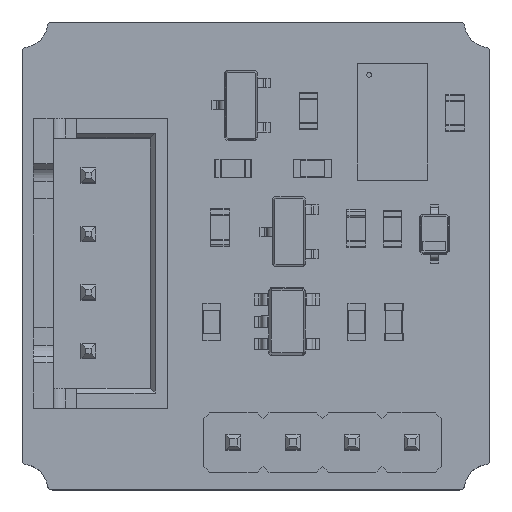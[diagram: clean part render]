
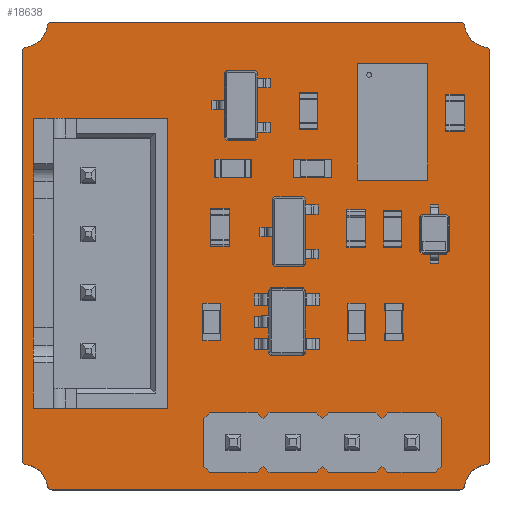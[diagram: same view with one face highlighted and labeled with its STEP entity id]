
A CAD part, top view. The second image highlights one B-rep face of the part: STEP entity #18638.
In plain terms, the highlighted planar face has unit normal (0, 0, 1).
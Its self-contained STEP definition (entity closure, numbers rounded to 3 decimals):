
#18328 = VERTEX_POINT('',#18329);
#18329 = CARTESIAN_POINT('',(117.761,-36.25,1.6));
#18335 = EDGE_CURVE('',#18328,#18336,#18338,.T.);
#18336 = VERTEX_POINT('',#18337);
#18337 = CARTESIAN_POINT('',(117.959,-36.419,1.6));
#18338 = CIRCLE('',#18339,0.2);
#18339 = AXIS2_PLACEMENT_3D('',#18340,#18341,#18342);
#18340 = CARTESIAN_POINT('',(117.761,-36.449,1.6));
#18341 = DIRECTION('',(0.,0.,-1.));
#18342 = DIRECTION('',(-0.001,1.,0.));
#18370 = VERTEX_POINT('',#18371);
#18371 = CARTESIAN_POINT('',(100.33,-36.25,1.6));
#18377 = EDGE_CURVE('',#18370,#18328,#18378,.T.);
#18378 = LINE('',#18379,#18380);
#18379 = CARTESIAN_POINT('',(100.33,-36.25,1.6));
#18380 = VECTOR('',#18381,1.);
#18381 = DIRECTION('',(1.,0.,0.));
#18399 = EDGE_CURVE('',#18336,#18400,#18402,.T.);
#18400 = VERTEX_POINT('',#18401);
#18401 = CARTESIAN_POINT('',(118.876,-37.337,1.6));
#18402 = CIRCLE('',#18403,1.1);
#18403 = AXIS2_PLACEMENT_3D('',#18404,#18405,#18406);
#18404 = CARTESIAN_POINT('',(119.046,-36.25,1.6));
#18405 = DIRECTION('',(0.,0.,1.));
#18406 = DIRECTION('',(-0.988,-0.154,0.));
#18638 = ADVANCED_FACE('',(#18639,#18756,#18767,#18778,#18789,#18800,
    #18811,#18822,#18833),#18844,.T.);
#18639 = FACE_BOUND('',#18640,.T.);
#18640 = EDGE_LOOP('',(#18641,#18642,#18643,#18652,#18661,#18670,#18678,
    #18687,#18696,#18705,#18713,#18722,#18731,#18740,#18748,#18755));
#18641 = ORIENTED_EDGE('',*,*,#18335,.F.);
#18642 = ORIENTED_EDGE('',*,*,#18377,.F.);
#18643 = ORIENTED_EDGE('',*,*,#18644,.F.);
#18644 = EDGE_CURVE('',#18645,#18370,#18647,.T.);
#18645 = VERTEX_POINT('',#18646);
#18646 = CARTESIAN_POINT('',(100.133,-36.419,1.6));
#18647 = CIRCLE('',#18648,0.2);
#18648 = AXIS2_PLACEMENT_3D('',#18649,#18650,#18651);
#18649 = CARTESIAN_POINT('',(100.33,-36.45,1.6));
#18650 = DIRECTION('',(0.,0.,-1.));
#18651 = DIRECTION('',(-0.988,0.154,0.));
#18652 = ORIENTED_EDGE('',*,*,#18653,.F.);
#18653 = EDGE_CURVE('',#18654,#18645,#18656,.T.);
#18654 = VERTEX_POINT('',#18655);
#18655 = CARTESIAN_POINT('',(99.215,-37.337,1.6));
#18656 = CIRCLE('',#18657,1.1);
#18657 = AXIS2_PLACEMENT_3D('',#18658,#18659,#18660);
#18658 = CARTESIAN_POINT('',(99.046,-36.25,1.6));
#18659 = DIRECTION('',(0.,0.,1.));
#18660 = DIRECTION('',(0.154,-0.988,0.));
#18661 = ORIENTED_EDGE('',*,*,#18662,.F.);
#18662 = EDGE_CURVE('',#18663,#18654,#18665,.T.);
#18663 = VERTEX_POINT('',#18664);
#18664 = CARTESIAN_POINT('',(99.046,-37.534,1.6));
#18665 = CIRCLE('',#18666,0.2);
#18666 = AXIS2_PLACEMENT_3D('',#18667,#18668,#18669);
#18667 = CARTESIAN_POINT('',(99.246,-37.534,1.6));
#18668 = DIRECTION('',(0.,0.,-1.));
#18669 = DIRECTION('',(-1.,0.,-0.));
#18670 = ORIENTED_EDGE('',*,*,#18671,.F.);
#18671 = EDGE_CURVE('',#18672,#18663,#18674,.T.);
#18672 = VERTEX_POINT('',#18673);
#18673 = CARTESIAN_POINT('',(99.046,-54.965,1.6));
#18674 = LINE('',#18675,#18676);
#18675 = CARTESIAN_POINT('',(99.046,-54.965,1.6));
#18676 = VECTOR('',#18677,1.);
#18677 = DIRECTION('',(0.,1.,0.));
#18678 = ORIENTED_EDGE('',*,*,#18679,.F.);
#18679 = EDGE_CURVE('',#18680,#18672,#18682,.T.);
#18680 = VERTEX_POINT('',#18681);
#18681 = CARTESIAN_POINT('',(99.215,-55.163,1.6));
#18682 = CIRCLE('',#18683,0.2);
#18683 = AXIS2_PLACEMENT_3D('',#18684,#18685,#18686);
#18684 = CARTESIAN_POINT('',(99.246,-54.965,1.6));
#18685 = DIRECTION('',(0.,0.,-1.));
#18686 = DIRECTION('',(-0.154,-0.988,-0.));
#18687 = ORIENTED_EDGE('',*,*,#18688,.F.);
#18688 = EDGE_CURVE('',#18689,#18680,#18691,.T.);
#18689 = VERTEX_POINT('',#18690);
#18690 = CARTESIAN_POINT('',(100.133,-56.08,1.6));
#18691 = CIRCLE('',#18692,1.1);
#18692 = AXIS2_PLACEMENT_3D('',#18693,#18694,#18695);
#18693 = CARTESIAN_POINT('',(99.046,-56.25,1.6));
#18694 = DIRECTION('',(0.,0.,1.));
#18695 = DIRECTION('',(0.988,0.154,-0.));
#18696 = ORIENTED_EDGE('',*,*,#18697,.F.);
#18697 = EDGE_CURVE('',#18698,#18689,#18700,.T.);
#18698 = VERTEX_POINT('',#18699);
#18699 = CARTESIAN_POINT('',(100.33,-56.25,1.6));
#18700 = CIRCLE('',#18701,0.2);
#18701 = AXIS2_PLACEMENT_3D('',#18702,#18703,#18704);
#18702 = CARTESIAN_POINT('',(100.33,-56.05,1.6));
#18703 = DIRECTION('',(0.,0.,-1.));
#18704 = DIRECTION('',(0.,-1.,0.));
#18705 = ORIENTED_EDGE('',*,*,#18706,.F.);
#18706 = EDGE_CURVE('',#18707,#18698,#18709,.T.);
#18707 = VERTEX_POINT('',#18708);
#18708 = CARTESIAN_POINT('',(117.761,-56.25,1.6));
#18709 = LINE('',#18710,#18711);
#18710 = CARTESIAN_POINT('',(117.761,-56.25,1.6));
#18711 = VECTOR('',#18712,1.);
#18712 = DIRECTION('',(-1.,0.,0.));
#18713 = ORIENTED_EDGE('',*,*,#18714,.F.);
#18714 = EDGE_CURVE('',#18715,#18707,#18717,.T.);
#18715 = VERTEX_POINT('',#18716);
#18716 = CARTESIAN_POINT('',(117.959,-56.08,1.6));
#18717 = CIRCLE('',#18718,0.2);
#18718 = AXIS2_PLACEMENT_3D('',#18719,#18720,#18721);
#18719 = CARTESIAN_POINT('',(117.761,-56.05,1.6));
#18720 = DIRECTION('',(0.,0.,-1.));
#18721 = DIRECTION('',(0.988,-0.154,0.));
#18722 = ORIENTED_EDGE('',*,*,#18723,.F.);
#18723 = EDGE_CURVE('',#18724,#18715,#18726,.T.);
#18724 = VERTEX_POINT('',#18725);
#18725 = CARTESIAN_POINT('',(118.876,-55.163,1.6));
#18726 = CIRCLE('',#18727,1.1);
#18727 = AXIS2_PLACEMENT_3D('',#18728,#18729,#18730);
#18728 = CARTESIAN_POINT('',(119.046,-56.25,1.6));
#18729 = DIRECTION('',(0.,0.,1.));
#18730 = DIRECTION('',(-0.154,0.988,0.));
#18731 = ORIENTED_EDGE('',*,*,#18732,.F.);
#18732 = EDGE_CURVE('',#18733,#18724,#18735,.T.);
#18733 = VERTEX_POINT('',#18734);
#18734 = CARTESIAN_POINT('',(119.046,-54.965,1.6));
#18735 = CIRCLE('',#18736,0.2);
#18736 = AXIS2_PLACEMENT_3D('',#18737,#18738,#18739);
#18737 = CARTESIAN_POINT('',(118.846,-54.965,1.6));
#18738 = DIRECTION('',(0.,0.,-1.));
#18739 = DIRECTION('',(1.,0.,0.));
#18740 = ORIENTED_EDGE('',*,*,#18741,.F.);
#18741 = EDGE_CURVE('',#18742,#18733,#18744,.T.);
#18742 = VERTEX_POINT('',#18743);
#18743 = CARTESIAN_POINT('',(119.046,-37.534,1.6));
#18744 = LINE('',#18745,#18746);
#18745 = CARTESIAN_POINT('',(119.046,-37.534,1.6));
#18746 = VECTOR('',#18747,1.);
#18747 = DIRECTION('',(0.,-1.,0.));
#18748 = ORIENTED_EDGE('',*,*,#18749,.F.);
#18749 = EDGE_CURVE('',#18400,#18742,#18750,.T.);
#18750 = CIRCLE('',#18751,0.2);
#18751 = AXIS2_PLACEMENT_3D('',#18752,#18753,#18754);
#18752 = CARTESIAN_POINT('',(118.846,-37.534,1.6));
#18753 = DIRECTION('',(0.,0.,-1.));
#18754 = DIRECTION('',(0.154,0.988,0.));
#18755 = ORIENTED_EDGE('',*,*,#18399,.F.);
#18756 = FACE_BOUND('',#18757,.T.);
#18757 = EDGE_LOOP('',(#18758));
#18758 = ORIENTED_EDGE('',*,*,#18759,.T.);
#18759 = EDGE_CURVE('',#18760,#18760,#18762,.T.);
#18760 = VERTEX_POINT('',#18761);
#18761 = CARTESIAN_POINT('',(108.077,-54.729,1.6));
#18762 = CIRCLE('',#18763,0.5);
#18763 = AXIS2_PLACEMENT_3D('',#18764,#18765,#18766);
#18764 = CARTESIAN_POINT('',(108.077,-54.229,1.6));
#18765 = DIRECTION('',(-0.,0.,-1.));
#18766 = DIRECTION('',(-0.,-1.,0.));
#18767 = FACE_BOUND('',#18768,.T.);
#18768 = EDGE_LOOP('',(#18769));
#18769 = ORIENTED_EDGE('',*,*,#18770,.T.);
#18770 = EDGE_CURVE('',#18771,#18771,#18773,.T.);
#18771 = VERTEX_POINT('',#18772);
#18772 = CARTESIAN_POINT('',(101.883,-50.794,1.6));
#18773 = CIRCLE('',#18774,0.475);
#18774 = AXIS2_PLACEMENT_3D('',#18775,#18776,#18777);
#18775 = CARTESIAN_POINT('',(101.883,-50.319,1.6));
#18776 = DIRECTION('',(-0.,0.,-1.));
#18777 = DIRECTION('',(0.,-1.,0.));
#18778 = FACE_BOUND('',#18779,.T.);
#18779 = EDGE_LOOP('',(#18780));
#18780 = ORIENTED_EDGE('',*,*,#18781,.T.);
#18781 = EDGE_CURVE('',#18782,#18782,#18784,.T.);
#18782 = VERTEX_POINT('',#18783);
#18783 = CARTESIAN_POINT('',(110.617,-54.729,1.6));
#18784 = CIRCLE('',#18785,0.5);
#18785 = AXIS2_PLACEMENT_3D('',#18786,#18787,#18788);
#18786 = CARTESIAN_POINT('',(110.617,-54.229,1.6));
#18787 = DIRECTION('',(-0.,0.,-1.));
#18788 = DIRECTION('',(-0.,-1.,0.));
#18789 = FACE_BOUND('',#18790,.T.);
#18790 = EDGE_LOOP('',(#18791));
#18791 = ORIENTED_EDGE('',*,*,#18792,.T.);
#18792 = EDGE_CURVE('',#18793,#18793,#18795,.T.);
#18793 = VERTEX_POINT('',#18794);
#18794 = CARTESIAN_POINT('',(113.157,-54.729,1.6));
#18795 = CIRCLE('',#18796,0.5);
#18796 = AXIS2_PLACEMENT_3D('',#18797,#18798,#18799);
#18797 = CARTESIAN_POINT('',(113.157,-54.229,1.6));
#18798 = DIRECTION('',(-0.,0.,-1.));
#18799 = DIRECTION('',(-0.,-1.,0.));
#18800 = FACE_BOUND('',#18801,.T.);
#18801 = EDGE_LOOP('',(#18802));
#18802 = ORIENTED_EDGE('',*,*,#18803,.T.);
#18803 = EDGE_CURVE('',#18804,#18804,#18806,.T.);
#18804 = VERTEX_POINT('',#18805);
#18805 = CARTESIAN_POINT('',(115.697,-54.729,1.6));
#18806 = CIRCLE('',#18807,0.5);
#18807 = AXIS2_PLACEMENT_3D('',#18808,#18809,#18810);
#18808 = CARTESIAN_POINT('',(115.697,-54.229,1.6));
#18809 = DIRECTION('',(-0.,0.,-1.));
#18810 = DIRECTION('',(-0.,-1.,0.));
#18811 = FACE_BOUND('',#18812,.T.);
#18812 = EDGE_LOOP('',(#18813));
#18813 = ORIENTED_EDGE('',*,*,#18814,.T.);
#18814 = EDGE_CURVE('',#18815,#18815,#18817,.T.);
#18815 = VERTEX_POINT('',#18816);
#18816 = CARTESIAN_POINT('',(101.883,-48.294,1.6));
#18817 = CIRCLE('',#18818,0.475);
#18818 = AXIS2_PLACEMENT_3D('',#18819,#18820,#18821);
#18819 = CARTESIAN_POINT('',(101.883,-47.819,1.6));
#18820 = DIRECTION('',(-0.,0.,-1.));
#18821 = DIRECTION('',(0.,-1.,0.));
#18822 = FACE_BOUND('',#18823,.T.);
#18823 = EDGE_LOOP('',(#18824));
#18824 = ORIENTED_EDGE('',*,*,#18825,.T.);
#18825 = EDGE_CURVE('',#18826,#18826,#18828,.T.);
#18826 = VERTEX_POINT('',#18827);
#18827 = CARTESIAN_POINT('',(101.883,-45.794,1.6));
#18828 = CIRCLE('',#18829,0.475);
#18829 = AXIS2_PLACEMENT_3D('',#18830,#18831,#18832);
#18830 = CARTESIAN_POINT('',(101.883,-45.319,1.6));
#18831 = DIRECTION('',(-0.,0.,-1.));
#18832 = DIRECTION('',(0.,-1.,0.));
#18833 = FACE_BOUND('',#18834,.T.);
#18834 = EDGE_LOOP('',(#18835));
#18835 = ORIENTED_EDGE('',*,*,#18836,.T.);
#18836 = EDGE_CURVE('',#18837,#18837,#18839,.T.);
#18837 = VERTEX_POINT('',#18838);
#18838 = CARTESIAN_POINT('',(101.883,-43.294,1.6));
#18839 = CIRCLE('',#18840,0.475);
#18840 = AXIS2_PLACEMENT_3D('',#18841,#18842,#18843);
#18841 = CARTESIAN_POINT('',(101.883,-42.819,1.6));
#18842 = DIRECTION('',(-0.,0.,-1.));
#18843 = DIRECTION('',(0.,-1.,0.));
#18844 = PLANE('',#18845);
#18845 = AXIS2_PLACEMENT_3D('',#18846,#18847,#18848);
#18846 = CARTESIAN_POINT('',(0.,0.,1.6));
#18847 = DIRECTION('',(0.,0.,1.));
#18848 = DIRECTION('',(1.,0.,-0.));
